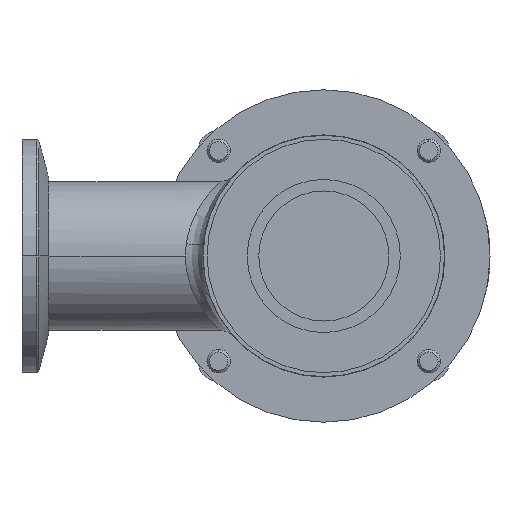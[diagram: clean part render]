
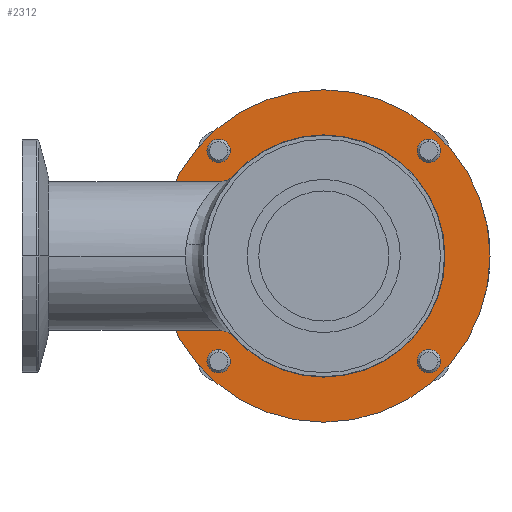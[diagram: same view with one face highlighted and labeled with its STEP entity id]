
A CAD part, left-side view. The second image highlights one B-rep face of the part: STEP entity #2312.
In plain terms, the highlighted planar face has unit normal (-1, 0, 0).
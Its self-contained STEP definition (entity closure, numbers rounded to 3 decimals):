
#87 = ORIENTED_EDGE ( 'NONE', *, *, #1546, .F. ) ;
#198 = DIRECTION ( 'NONE',  ( 0., 0., 1. ) ) ;
#204 = EDGE_CURVE ( 'NONE', #4430, #5195, #6579, .T. ) ;
#245 = VERTEX_POINT ( 'NONE', #4188 ) ;
#435 = EDGE_LOOP ( 'NONE', ( #3677, #4757 ) ) ;
#536 = EDGE_CURVE ( 'NONE', #5195, #4430, #4997, .T. ) ;
#561 = VERTEX_POINT ( 'NONE', #7918 ) ;
#673 = VERTEX_POINT ( 'NONE', #5515 ) ;
#675 = EDGE_LOOP ( 'NONE', ( #6173, #6883 ) ) ;
#848 = CARTESIAN_POINT ( 'NONE',  ( 22.276, 17.961, -19.611 ) ) ;
#875 = CARTESIAN_POINT ( 'NONE',  ( 22.276, -17.961, -17.961 ) ) ;
#1070 = FACE_BOUND ( 'NONE', #4250, .T. ) ;
#1078 = VERTEX_POINT ( 'NONE', #3629 ) ;
#1088 = ORIENTED_EDGE ( 'NONE', *, *, #5643, .T. ) ;
#1394 = EDGE_CURVE ( 'NONE', #7282, #2914, #2369, .T. ) ;
#1529 = DIRECTION ( 'NONE',  ( 0., 0., -1. ) ) ;
#1546 = EDGE_CURVE ( 'NONE', #2271, #561, #5977, .T. ) ;
#1656 = DIRECTION ( 'NONE',  ( -1., 0., 0. ) ) ;
#1750 = ORIENTED_EDGE ( 'NONE', *, *, #204, .T. ) ;
#1804 = EDGE_CURVE ( 'NONE', #6734, #5741, #2117, .T. ) ;
#1830 = PLANE ( 'NONE',  #5192 ) ;
#1982 = CARTESIAN_POINT ( 'NONE',  ( 22.276, 0., -28.397 ) ) ;
#2051 = ORIENTED_EDGE ( 'NONE', *, *, #5223, .T. ) ;
#2079 = DIRECTION ( 'NONE',  ( 1., 0., 0. ) ) ;
#2117 = CIRCLE ( 'NONE', #4541, 1.65 ) ;
#2167 = DIRECTION ( 'NONE',  ( 1., 0., 0. ) ) ;
#2263 = CARTESIAN_POINT ( 'NONE',  ( 22.276, 0., 0. ) ) ;
#2270 = AXIS2_PLACEMENT_3D ( 'NONE', #3060, #6276, #2975 ) ;
#2271 = VERTEX_POINT ( 'NONE', #5609 ) ;
#2312 = ADVANCED_FACE ( 'NONE', ( #6806, #5520, #1070, #8081, #3772, #4347 ), #1830, .F. ) ;
#2369 = CIRCLE ( 'NONE', #7993, 1.65 ) ;
#2408 = CARTESIAN_POINT ( 'NONE',  ( 22.276, -17.961, 17.961 ) ) ;
#2564 = ORIENTED_EDGE ( 'NONE', *, *, #7794, .T. ) ;
#2587 = EDGE_CURVE ( 'NONE', #2914, #7282, #8138, .T. ) ;
#2588 = EDGE_CURVE ( 'NONE', #5008, #673, #2663, .T. ) ;
#2663 = CIRCLE ( 'NONE', #6924, 1.65 ) ;
#2914 = VERTEX_POINT ( 'NONE', #7135 ) ;
#2968 = CARTESIAN_POINT ( 'NONE',  ( 22.276, 17.961, -17.961 ) ) ;
#2975 = DIRECTION ( 'NONE',  ( 0., 0., -1. ) ) ;
#3060 = CARTESIAN_POINT ( 'NONE',  ( 22.276, 17.961, 17.961 ) ) ;
#3186 = AXIS2_PLACEMENT_3D ( 'NONE', #3428, #2079, #1529 ) ;
#3239 = CIRCLE ( 'NONE', #5642, 20.688 ) ;
#3283 = DIRECTION ( 'NONE',  ( -1., 0., 0. ) ) ;
#3428 = CARTESIAN_POINT ( 'NONE',  ( 22.276, -17.961, 17.961 ) ) ;
#3432 = CARTESIAN_POINT ( 'NONE',  ( 22.276, 0., 0. ) ) ;
#3629 = CARTESIAN_POINT ( 'NONE',  ( 22.276, -17.961, -19.611 ) ) ;
#3642 = DIRECTION ( 'NONE',  ( 0., -1., 0. ) ) ;
#3677 = ORIENTED_EDGE ( 'NONE', *, *, #1804, .T. ) ;
#3713 = AXIS2_PLACEMENT_3D ( 'NONE', #5795, #3283, #198 ) ;
#3772 = FACE_BOUND ( 'NONE', #435, .T. ) ;
#4027 = ORIENTED_EDGE ( 'NONE', *, *, #6660, .F. ) ;
#4091 = DIRECTION ( 'NONE',  ( 0., 0., -1. ) ) ;
#4188 = CARTESIAN_POINT ( 'NONE',  ( 22.276, -17.961, -16.311 ) ) ;
#4196 = DIRECTION ( 'NONE',  ( 1., 0., 0. ) ) ;
#4250 = EDGE_LOOP ( 'NONE', ( #4690, #2564 ) ) ;
#4263 = DIRECTION ( 'NONE',  ( 1., 0., 0. ) ) ;
#4273 = CIRCLE ( 'NONE', #5218, 1.65 ) ;
#4320 = EDGE_LOOP ( 'NONE', ( #87, #4027 ) ) ;
#4347 = FACE_OUTER_BOUND ( 'NONE', #4897, .T. ) ;
#4403 = DIRECTION ( 'NONE',  ( 1., 0., 0. ) ) ;
#4430 = VERTEX_POINT ( 'NONE', #5619 ) ;
#4464 = AXIS2_PLACEMENT_3D ( 'NONE', #3432, #6595, #7272 ) ;
#4514 = CIRCLE ( 'NONE', #7855, 1.65 ) ;
#4541 = AXIS2_PLACEMENT_3D ( 'NONE', #4903, #4403, #6948 ) ;
#4690 = ORIENTED_EDGE ( 'NONE', *, *, #2588, .T. ) ;
#4739 = DIRECTION ( 'NONE',  ( 0., 0., -1. ) ) ;
#4757 = ORIENTED_EDGE ( 'NONE', *, *, #5383, .T. ) ;
#4897 = EDGE_LOOP ( 'NONE', ( #1750, #7609 ) ) ;
#4903 = CARTESIAN_POINT ( 'NONE',  ( 22.276, 17.961, 17.961 ) ) ;
#4982 = CARTESIAN_POINT ( 'NONE',  ( 22.276, -20.688, 0. ) ) ;
#4997 = CIRCLE ( 'NONE', #4464, 28.397 ) ;
#5008 = VERTEX_POINT ( 'NONE', #848 ) ;
#5192 = AXIS2_PLACEMENT_3D ( 'NONE', #4982, #7525, #3642 ) ;
#5195 = VERTEX_POINT ( 'NONE', #1982 ) ;
#5218 = AXIS2_PLACEMENT_3D ( 'NONE', #875, #6108, #4739 ) ;
#5223 = EDGE_CURVE ( 'NONE', #245, #1078, #4273, .T. ) ;
#5255 = CARTESIAN_POINT ( 'NONE',  ( 22.276, -17.961, -17.961 ) ) ;
#5376 = CARTESIAN_POINT ( 'NONE',  ( 22.276, 17.961, 19.611 ) ) ;
#5383 = EDGE_CURVE ( 'NONE', #5741, #6734, #6541, .T. ) ;
#5440 = DIRECTION ( 'NONE',  ( 0., 0., 1. ) ) ;
#5515 = CARTESIAN_POINT ( 'NONE',  ( 22.276, 17.961, -16.311 ) ) ;
#5520 = FACE_BOUND ( 'NONE', #8069, .T. ) ;
#5609 = CARTESIAN_POINT ( 'NONE',  ( 22.276, 0., 20.688 ) ) ;
#5619 = CARTESIAN_POINT ( 'NONE',  ( 22.276, 0., 28.397 ) ) ;
#5642 = AXIS2_PLACEMENT_3D ( 'NONE', #5686, #1656, #6307 ) ;
#5643 = EDGE_CURVE ( 'NONE', #1078, #245, #6803, .T. ) ;
#5686 = CARTESIAN_POINT ( 'NONE',  ( 22.276, 0., 0. ) ) ;
#5688 = DIRECTION ( 'NONE',  ( 0., 0., -1. ) ) ;
#5741 = VERTEX_POINT ( 'NONE', #5376 ) ;
#5795 = CARTESIAN_POINT ( 'NONE',  ( 22.276, 0., 0. ) ) ;
#5977 = CIRCLE ( 'NONE', #3713, 20.688 ) ;
#6044 = DIRECTION ( 'NONE',  ( 0., 0., -1. ) ) ;
#6108 = DIRECTION ( 'NONE',  ( 1., 0., 0. ) ) ;
#6173 = ORIENTED_EDGE ( 'NONE', *, *, #2587, .T. ) ;
#6276 = DIRECTION ( 'NONE',  ( 1., 0., 0. ) ) ;
#6307 = DIRECTION ( 'NONE',  ( 0., 0., 1. ) ) ;
#6541 = CIRCLE ( 'NONE', #2270, 1.65 ) ;
#6579 = CIRCLE ( 'NONE', #7258, 28.397 ) ;
#6595 = DIRECTION ( 'NONE',  ( -1., 0., 0. ) ) ;
#6660 = EDGE_CURVE ( 'NONE', #561, #2271, #3239, .T. ) ;
#6727 = DIRECTION ( 'NONE',  ( -1., 0., 0. ) ) ;
#6734 = VERTEX_POINT ( 'NONE', #7433 ) ;
#6803 = CIRCLE ( 'NONE', #8298, 1.65 ) ;
#6806 = FACE_BOUND ( 'NONE', #4320, .T. ) ;
#6883 = ORIENTED_EDGE ( 'NONE', *, *, #1394, .T. ) ;
#6924 = AXIS2_PLACEMENT_3D ( 'NONE', #7913, #2167, #4091 ) ;
#6948 = DIRECTION ( 'NONE',  ( 0., 0., -1. ) ) ;
#7002 = DIRECTION ( 'NONE',  ( 0., 0., -1. ) ) ;
#7135 = CARTESIAN_POINT ( 'NONE',  ( 22.276, -17.961, 16.311 ) ) ;
#7258 = AXIS2_PLACEMENT_3D ( 'NONE', #2263, #6727, #5440 ) ;
#7272 = DIRECTION ( 'NONE',  ( 0., 0., 1. ) ) ;
#7282 = VERTEX_POINT ( 'NONE', #7804 ) ;
#7433 = CARTESIAN_POINT ( 'NONE',  ( 22.276, 17.961, 16.311 ) ) ;
#7502 = DIRECTION ( 'NONE',  ( 1., 0., 0. ) ) ;
#7525 = DIRECTION ( 'NONE',  ( 1., 0., 0. ) ) ;
#7609 = ORIENTED_EDGE ( 'NONE', *, *, #536, .T. ) ;
#7794 = EDGE_CURVE ( 'NONE', #673, #5008, #4514, .T. ) ;
#7804 = CARTESIAN_POINT ( 'NONE',  ( 22.276, -17.961, 19.611 ) ) ;
#7855 = AXIS2_PLACEMENT_3D ( 'NONE', #2968, #4263, #5688 ) ;
#7913 = CARTESIAN_POINT ( 'NONE',  ( 22.276, 17.961, -17.961 ) ) ;
#7918 = CARTESIAN_POINT ( 'NONE',  ( 22.276, 0., -20.688 ) ) ;
#7993 = AXIS2_PLACEMENT_3D ( 'NONE', #2408, #7502, #7002 ) ;
#8069 = EDGE_LOOP ( 'NONE', ( #1088, #2051 ) ) ;
#8081 = FACE_BOUND ( 'NONE', #675, .T. ) ;
#8138 = CIRCLE ( 'NONE', #3186, 1.65 ) ;
#8298 = AXIS2_PLACEMENT_3D ( 'NONE', #5255, #4196, #6044 ) ;
